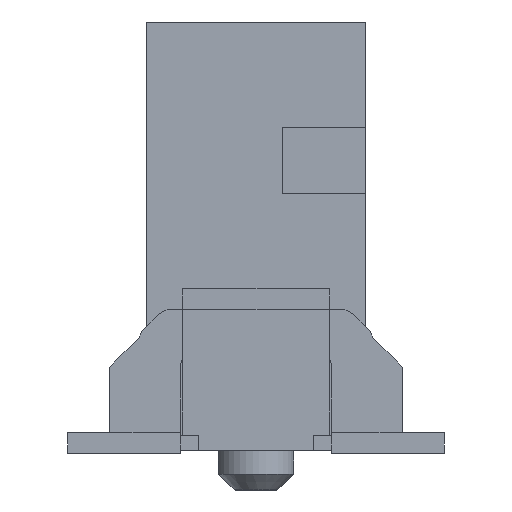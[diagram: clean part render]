
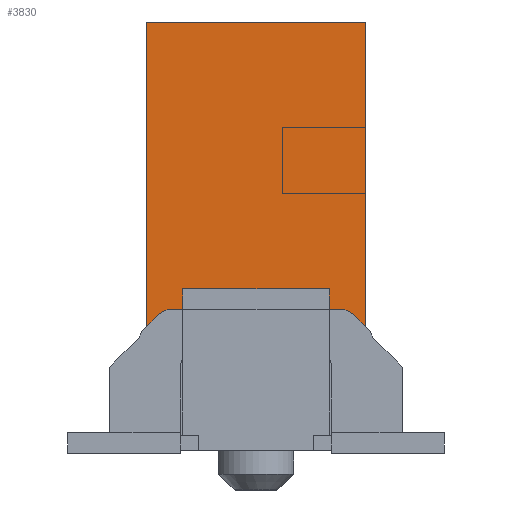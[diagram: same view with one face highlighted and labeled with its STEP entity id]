
A CAD part, left-side view. The second image highlights one B-rep face of the part: STEP entity #3830.
In plain terms, the highlighted planar face has unit normal (-1, 0, 0).
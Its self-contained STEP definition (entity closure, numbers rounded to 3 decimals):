
#3683=CARTESIAN_POINT('',(-9.618,2.1,8.25));
#3684=VERTEX_POINT('',#3683);
#3691=CARTESIAN_POINT('',(-9.618,-2.1,8.25));
#3692=VERTEX_POINT('',#3691);
#3693=CARTESIAN_POINT('',(-9.618,-2.1,8.25));
#3694=DIRECTION('',(0.0,1.0,0.0));
#3695=VECTOR('',#3694,4.2);
#3696=LINE('',#3693,#3695);
#3697=EDGE_CURVE('',#3692,#3684,#3696,.T.);
#3800=CARTESIAN_POINT('',(-9.618,2.1,8.25));
#3801=DIRECTION('',(-1.0,0.0,0.0));
#3802=DIRECTION('',(0.0,0.0,-1.0));
#3803=AXIS2_PLACEMENT_3D('',#3800,#3801,#3802);
#3804=PLANE('',#3803);
#3805=CARTESIAN_POINT('',(-9.618,2.1,2.35));
#3806=VERTEX_POINT('',#3805);
#3807=CARTESIAN_POINT('',(-9.618,-2.1,2.35));
#3808=VERTEX_POINT('',#3807);
#3809=CARTESIAN_POINT('',(-9.618,2.1,2.35));
#3810=DIRECTION('',(0.0,-1.0,0.0));
#3811=VECTOR('',#3810,4.2);
#3812=LINE('',#3809,#3811);
#3813=EDGE_CURVE('',#3806,#3808,#3812,.T.);
#3814=ORIENTED_EDGE('',*,*,#3813,.T.);
#3815=CARTESIAN_POINT('',(-9.618,-2.1,8.25));
#3816=DIRECTION('',(0.0,0.0,-1.0));
#3817=VECTOR('',#3816,5.9);
#3818=LINE('',#3815,#3817);
#3819=EDGE_CURVE('',#3692,#3808,#3818,.T.);
#3820=ORIENTED_EDGE('',*,*,#3819,.F.);
#3821=ORIENTED_EDGE('',*,*,#3697,.T.);
#3822=CARTESIAN_POINT('',(-9.618,2.1,8.25));
#3823=DIRECTION('',(0.0,0.0,-1.0));
#3824=VECTOR('',#3823,5.9);
#3825=LINE('',#3822,#3824);
#3826=EDGE_CURVE('',#3684,#3806,#3825,.T.);
#3827=ORIENTED_EDGE('',*,*,#3826,.T.);
#3828=EDGE_LOOP('',(#3814,#3820,#3821,#3827));
#3829=FACE_OUTER_BOUND('',#3828,.T.);
#3830=ADVANCED_FACE('',(#3829),#3804,.T.);
